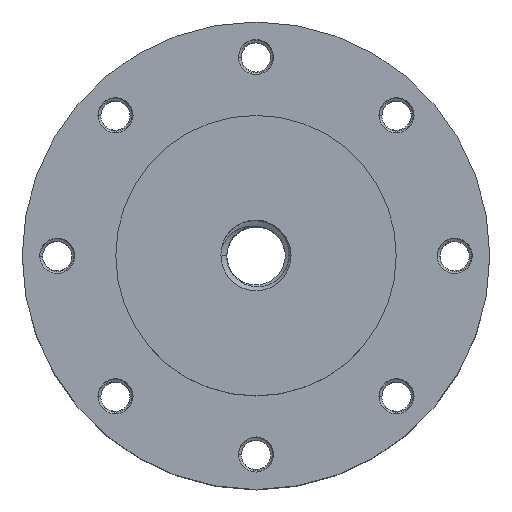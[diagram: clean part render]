
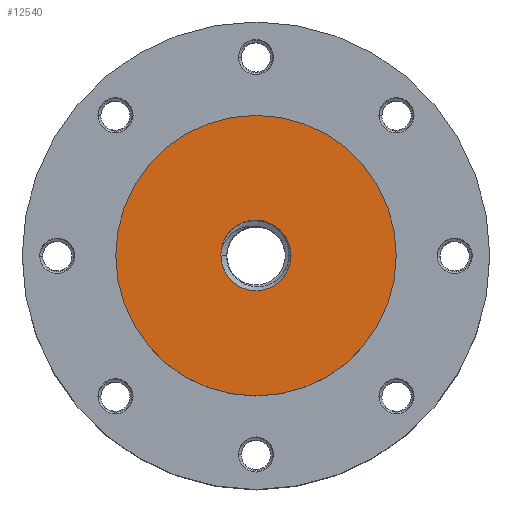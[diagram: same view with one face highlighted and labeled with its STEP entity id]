
A CAD part, top view. The second image highlights one B-rep face of the part: STEP entity #12540.
In plain terms, the highlighted planar face has unit normal (0, 0, 1).
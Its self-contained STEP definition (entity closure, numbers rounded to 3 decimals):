
#147 = DIRECTION ( 'NONE',  ( 1., 0., 0. ) ) ;
#233 = ORIENTED_EDGE ( 'NONE', *, *, #16057, .T. ) ;
#423 = VERTEX_POINT ( 'NONE', #3257 ) ;
#479 = CARTESIAN_POINT ( 'NONE',  ( 0., 0., 142. ) ) ;
#516 = VERTEX_POINT ( 'NONE', #2790 ) ;
#944 = CIRCLE ( 'NONE', #15944, 12. ) ;
#1570 = CARTESIAN_POINT ( 'NONE',  ( -2.81, 1.164, 142. ) ) ;
#1906 = EDGE_CURVE ( 'NONE', #6702, #6247, #4321, .T. ) ;
#1967 = ORIENTED_EDGE ( 'NONE', *, *, #10440, .T. ) ;
#2490 = EDGE_CURVE ( 'NONE', #423, #4414, #16890, .T. ) ;
#2568 = CARTESIAN_POINT ( 'NONE',  ( -1.164, 2.81, 142. ) ) ;
#2686 = CARTESIAN_POINT ( 'NONE',  ( -1.871, 2.43, 142. ) ) ;
#2784 = CARTESIAN_POINT ( 'NONE',  ( 0., 0., 142. ) ) ;
#2790 = CARTESIAN_POINT ( 'NONE',  ( 12., 0., 142. ) ) ;
#3063 = EDGE_LOOP ( 'NONE', ( #1967, #12012 ) ) ;
#3224 = CARTESIAN_POINT ( 'NONE',  ( -3., 0., 142. ) ) ;
#3257 = CARTESIAN_POINT ( 'NONE',  ( 3., 0., 142. ) ) ;
#3401 = CIRCLE ( 'NONE', #6197, 3. ) ;
#3655 = AXIS2_PLACEMENT_3D ( 'NONE', #479, #18490, #5192 ) ;
#4321 = B_SPLINE_CURVE_WITH_KNOTS ( 'NONE', 3,
 ( #7767, #14607, #9593, #11336 ),
 .UNSPECIFIED., .F., .F.,
 ( 4, 4 ),
 ( 0.005, 0.005 ),
 .UNSPECIFIED. ) ;
#4414 = VERTEX_POINT ( 'NONE', #3224 ) ;
#5192 = DIRECTION ( 'NONE',  ( 1., 0., 0. ) ) ;
#5566 = CARTESIAN_POINT ( 'NONE',  ( -0.877, 2.887, 142. ) ) ;
#5639 = EDGE_CURVE ( 'NONE', #18030, #8198, #12052, .T. ) ;
#5726 = ORIENTED_EDGE ( 'NONE', *, *, #1906, .T. ) ;
#6066 = B_SPLINE_CURVE_WITH_KNOTS ( 'NONE', 3,
 ( #9462, #9674, #16107, #2686, #16004, #14366 ),
 .UNSPECIFIED., .F., .F.,
 ( 4, 2, 4 ),
 ( 0., 0.001, 0.002 ),
 .UNSPECIFIED. ) ;
#6186 = FACE_OUTER_BOUND ( 'NONE', #3063, .T. ) ;
#6197 = AXIS2_PLACEMENT_3D ( 'NONE', #2784, #9348, #8143 ) ;
#6247 = VERTEX_POINT ( 'NONE', #1570 ) ;
#6702 = VERTEX_POINT ( 'NONE', #11276 ) ;
#6722 = CARTESIAN_POINT ( 'NONE',  ( 0., 0., 142. ) ) ;
#6773 = CARTESIAN_POINT ( 'NONE',  ( -1.164, 2.81, 142. ) ) ;
#6843 = CARTESIAN_POINT ( 'NONE',  ( 0., 0., 142. ) ) ;
#7168 = CARTESIAN_POINT ( 'NONE',  ( 0., 0., 142. ) ) ;
#7173 = DIRECTION ( 'NONE',  ( 1., 0., 0. ) ) ;
#7620 = CARTESIAN_POINT ( 'NONE',  ( -12., 0., 142. ) ) ;
#7767 = CARTESIAN_POINT ( 'NONE',  ( -2.909, 0.731, 142. ) ) ;
#8143 = DIRECTION ( 'NONE',  ( 1., 0., 0. ) ) ;
#8198 = VERTEX_POINT ( 'NONE', #21102 ) ;
#8299 = CIRCLE ( 'NONE', #17335, 3. ) ;
#9348 = DIRECTION ( 'NONE',  ( 0., 0., -1. ) ) ;
#9455 = DIRECTION ( 'NONE',  ( 0., 0., 1. ) ) ;
#9462 = CARTESIAN_POINT ( 'NONE',  ( -2.81, 1.164, 142. ) ) ;
#9593 = CARTESIAN_POINT ( 'NONE',  ( -2.854, 1.021, 142. ) ) ;
#9674 = CARTESIAN_POINT ( 'NONE',  ( -2.657, 1.533, 142. ) ) ;
#10254 = CARTESIAN_POINT ( 'NONE',  ( -1.021, 2.854, 142. ) ) ;
#10440 = EDGE_CURVE ( 'NONE', #11237, #516, #944, .T. ) ;
#11198 = DIRECTION ( 'NONE',  ( 1., 0., 0. ) ) ;
#11237 = VERTEX_POINT ( 'NONE', #7620 ) ;
#11276 = CARTESIAN_POINT ( 'NONE',  ( -2.909, 0.731, 142. ) ) ;
#11336 = CARTESIAN_POINT ( 'NONE',  ( -2.81, 1.164, 142. ) ) ;
#11969 = ORIENTED_EDGE ( 'NONE', *, *, #19344, .T. ) ;
#12012 = ORIENTED_EDGE ( 'NONE', *, *, #19586, .T. ) ;
#12052 = B_SPLINE_CURVE_WITH_KNOTS ( 'NONE', 3,
 ( #6773, #10254, #5566, #15267 ),
 .UNSPECIFIED., .F., .F.,
 ( 4, 4 ),
 ( 0., 0. ),
 .UNSPECIFIED. ) ;
#12502 = CIRCLE ( 'NONE', #18770, 12. ) ;
#12540 = ADVANCED_FACE ( 'NONE', ( #6186, #13040 ), #21313, .T. ) ;
#12719 = CARTESIAN_POINT ( 'NONE',  ( -13.2, -13.2, 142. ) ) ;
#13040 = FACE_BOUND ( 'NONE', #21445, .T. ) ;
#13143 = DIRECTION ( 'NONE',  ( 0., 0., 1. ) ) ;
#13483 = DIRECTION ( 'NONE',  ( 0., 0., 1. ) ) ;
#14366 = CARTESIAN_POINT ( 'NONE',  ( -1.164, 2.81, 142. ) ) ;
#14607 = CARTESIAN_POINT ( 'NONE',  ( -2.887, 0.877, 142. ) ) ;
#15023 = ORIENTED_EDGE ( 'NONE', *, *, #5639, .T. ) ;
#15267 = CARTESIAN_POINT ( 'NONE',  ( -0.731, 2.909, 142. ) ) ;
#15302 = ORIENTED_EDGE ( 'NONE', *, *, #17394, .T. ) ;
#15634 = AXIS2_PLACEMENT_3D ( 'NONE', #12719, #9455, #11198 ) ;
#15944 = AXIS2_PLACEMENT_3D ( 'NONE', #6722, #13143, #18054 ) ;
#16004 = CARTESIAN_POINT ( 'NONE',  ( -1.533, 2.657, 142. ) ) ;
#16057 = EDGE_CURVE ( 'NONE', #4414, #6702, #8299, .T. ) ;
#16107 = CARTESIAN_POINT ( 'NONE',  ( -2.429, 1.872, 142. ) ) ;
#16890 = CIRCLE ( 'NONE', #3655, 3. ) ;
#17335 = AXIS2_PLACEMENT_3D ( 'NONE', #7168, #18380, #147 ) ;
#17394 = EDGE_CURVE ( 'NONE', #8198, #423, #3401, .T. ) ;
#17884 = ORIENTED_EDGE ( 'NONE', *, *, #2490, .T. ) ;
#18030 = VERTEX_POINT ( 'NONE', #2568 ) ;
#18054 = DIRECTION ( 'NONE',  ( 1., 0., 0. ) ) ;
#18380 = DIRECTION ( 'NONE',  ( 0., 0., -1. ) ) ;
#18490 = DIRECTION ( 'NONE',  ( 0., 0., -1. ) ) ;
#18770 = AXIS2_PLACEMENT_3D ( 'NONE', #6843, #13483, #7173 ) ;
#19344 = EDGE_CURVE ( 'NONE', #6247, #18030, #6066, .T. ) ;
#19586 = EDGE_CURVE ( 'NONE', #516, #11237, #12502, .T. ) ;
#21102 = CARTESIAN_POINT ( 'NONE',  ( -0.731, 2.909, 142. ) ) ;
#21313 = PLANE ( 'NONE',  #15634 ) ;
#21445 = EDGE_LOOP ( 'NONE', ( #11969, #15023, #15302, #17884, #233, #5726 ) ) ;
